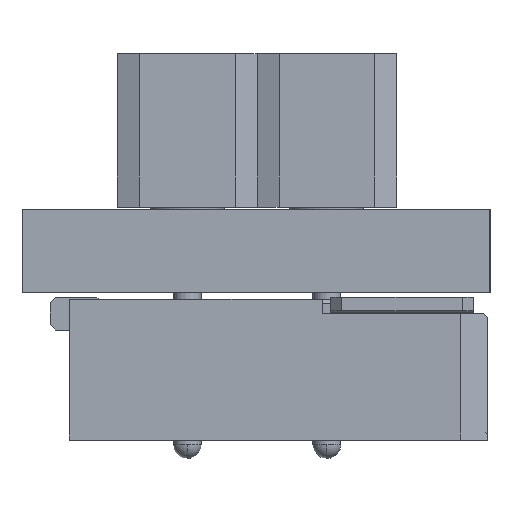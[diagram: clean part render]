
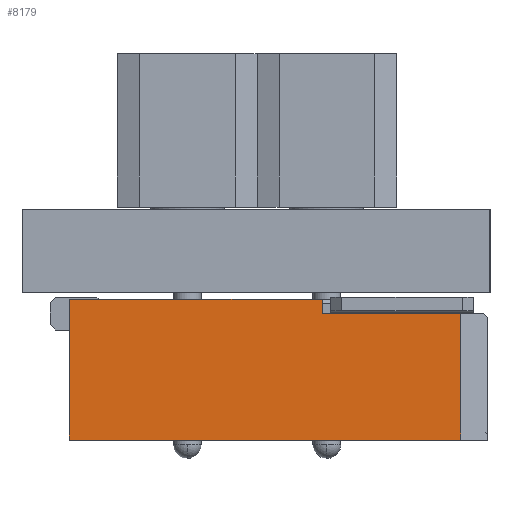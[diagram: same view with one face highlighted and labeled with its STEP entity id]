
A CAD part, left-side view. The second image highlights one B-rep face of the part: STEP entity #8179.
In plain terms, the highlighted planar face has unit normal (-1, 0, 0).
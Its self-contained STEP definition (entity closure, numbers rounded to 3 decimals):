
#7578 = VERTEX_POINT('',#7579);
#7579 = CARTESIAN_POINT('',(-3.975,2.6,-3.319));
#7585 = EDGE_CURVE('',#7578,#7586,#7588,.T.);
#7586 = VERTEX_POINT('',#7587);
#7587 = CARTESIAN_POINT('',(-3.975,2.6,3.8));
#7588 = LINE('',#7589,#7590);
#7589 = CARTESIAN_POINT('',(-3.975,2.6,0.));
#7590 = VECTOR('',#7591,1.);
#7591 = DIRECTION('',(0.,-0.,1.));
#8145 = EDGE_CURVE('',#7586,#8146,#8148,.T.);
#8146 = VERTEX_POINT('',#8147);
#8147 = CARTESIAN_POINT('',(-3.975,0.04,3.8));
#8148 = LINE('',#8149,#8150);
#8149 = CARTESIAN_POINT('',(-3.975,0.04,3.8));
#8150 = VECTOR('',#8151,1.);
#8151 = DIRECTION('',(-0.,-1.,-0.));
#8179 = ADVANCED_FACE('',(#8180),#8214,.F.);
#8180 = FACE_BOUND('',#8181,.T.);
#8181 = EDGE_LOOP('',(#8182,#8190,#8198,#8206,#8212,#8213));
#8182 = ORIENTED_EDGE('',*,*,#8183,.F.);
#8183 = EDGE_CURVE('',#8184,#7578,#8186,.T.);
#8184 = VERTEX_POINT('',#8185);
#8185 = CARTESIAN_POINT('',(-3.975,0.3,-3.319));
#8186 = LINE('',#8187,#8188);
#8187 = CARTESIAN_POINT('',(-3.975,0.04,-3.319));
#8188 = VECTOR('',#8189,1.);
#8189 = DIRECTION('',(0.,1.,0.));
#8190 = ORIENTED_EDGE('',*,*,#8191,.F.);
#8191 = EDGE_CURVE('',#8192,#8184,#8194,.T.);
#8192 = VERTEX_POINT('',#8193);
#8193 = CARTESIAN_POINT('',(-3.975,0.3,-0.8));
#8194 = LINE('',#8195,#8196);
#8195 = CARTESIAN_POINT('',(-3.975,0.3,0.));
#8196 = VECTOR('',#8197,1.);
#8197 = DIRECTION('',(0.,0.,-1.));
#8198 = ORIENTED_EDGE('',*,*,#8199,.F.);
#8199 = EDGE_CURVE('',#8200,#8192,#8202,.T.);
#8200 = VERTEX_POINT('',#8201);
#8201 = CARTESIAN_POINT('',(-3.975,0.04,-0.8));
#8202 = LINE('',#8203,#8204);
#8203 = CARTESIAN_POINT('',(-3.975,0.04,-0.8));
#8204 = VECTOR('',#8205,1.);
#8205 = DIRECTION('',(0.,1.,0.));
#8206 = ORIENTED_EDGE('',*,*,#8207,.F.);
#8207 = EDGE_CURVE('',#8146,#8200,#8208,.T.);
#8208 = LINE('',#8209,#8210);
#8209 = CARTESIAN_POINT('',(-3.975,0.04,0.));
#8210 = VECTOR('',#8211,1.);
#8211 = DIRECTION('',(0.,0.,-1.));
#8212 = ORIENTED_EDGE('',*,*,#8145,.F.);
#8213 = ORIENTED_EDGE('',*,*,#7585,.F.);
#8214 = PLANE('',#8215);
#8215 = AXIS2_PLACEMENT_3D('',#8216,#8217,#8218);
#8216 = CARTESIAN_POINT('',(-3.975,0.04,0.));
#8217 = DIRECTION('',(1.,0.,0.));
#8218 = DIRECTION('',(0.,0.,-1.));
